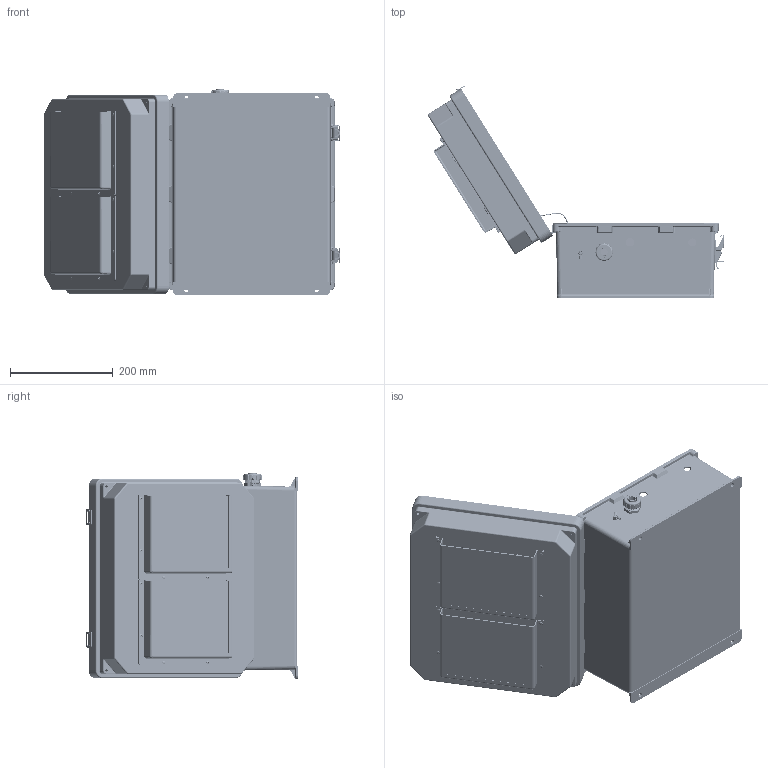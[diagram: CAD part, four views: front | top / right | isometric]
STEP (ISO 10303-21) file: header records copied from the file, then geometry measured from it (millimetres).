
FILE_DESCRIPTION (( 'STEP AP214' ), '1' );
FILE_NAME ('TEF141207-40FSAF.STEP', '2018-11-20T18:11:04', ( '' ), ( '' ), 'SwSTEP 2.0', 'SolidWorks 2017', '' );
FILE_SCHEMA (( 'AUTOMOTIVE_DESIGN' ));
Length unit declared in the file: inch
Products named in the file (31): XFS-0017; 10-32 NEMA PLATE SCREW; XCT-0011; XCT-0010; 1BE02-011; HYP289; XFW-0002; XFN-0021; XFN-0003; XF903-01; XCT-0005; XMH-0005; XFS-0026; XFS-0006; XC-0003; XFW-0004; NB141207-DoorClasp-2; HYP245; NB141207-DoorClasp-1; XFR-0005; NB141207-Lid-Vented; XFS-0024_90184A168; NB141207-Hinge; FanWire-14-40F; NB141207-Box; XMH-0002; Fan Screen-120x120 ALUM; TEF141207-40FSAF; XFN-0002; XM220-01-UL; NEMA 14-400 GroundWire
Assembly tree (75 placements, depth 2):
  TEF141207-40FSAF
    NB141207-Box
    NB141207-Hinge  x2
    NB141207-Lid-Vented
    NB141207-DoorClasp-1  x2
    NB141207-DoorClasp-2  x2
    XC-0003
    XFS-0026
    XCT-0005
    XFN-0003  x2
    XFW-0002
    1BE02-011
    XCT-0010
    XCT-0011
    10-32 NEMA PLATE SCREW  x4
    XFS-0017  x9
    NEMA 14-400 GroundWire
    XM220-01-UL  x2
    XFN-0002  x8
    Fan Screen-120x120 ALUM  x2
    XMH-0002
    FanWire-14-40F
    XFS-0024_90184A168  x4
    XFR-0005  x12
    HYP245
    XFW-0004  x2
    XFS-0006
    XMH-0005
    XF903-01  x4
    XFN-0021  x4
    HYP289
Bounding box: 578.07 x 413.05 x 402.37 mm (x, y, z)
Volume: 2539493.7 mm3; surface area: 1678761.5 mm2
Topology: 82 solids, 83 shells, 5039 faces, 13414 edges, 8588 vertices
Faces by surface type: cylinder 1800, plane 1719, cone 742, bspline 493, torus 265, sphere 20
Full cylindrical faces by diameter (mm): 0.269 x546, 0.457 x8, 0.61 x5, 0.914 x9, 1.778 x18, 2.705 x42, 3.15 x4, 3.175 x30, 3.302 x4, 3.378 x20, 3.411 x4, 3.607 x1, 3.797 x12, 3.81 x4, 4.064 x4, 4.496 x24, 4.572 x1, 5.004 x1, 5.08 x2, 5.182 x1, 5.3 x2, 5.436 x8, 5.639 x1, 6.35 x4, 6.5 x4, 6.655 x22, 7.62 x3, 8 x4, 8.928 x4, 9.22 x1
Entity records: 127022 total; most frequent: CARTESIAN_POINT 43063, ORIENTED_EDGE 14076, DIRECTION 13980, EDGE_CURVE 7038, AXIS2_PLACEMENT_3D 5403, VERTEX_POINT 4908, EDGE_LOOP 4774, FACE_OUTER_BOUND 3575
